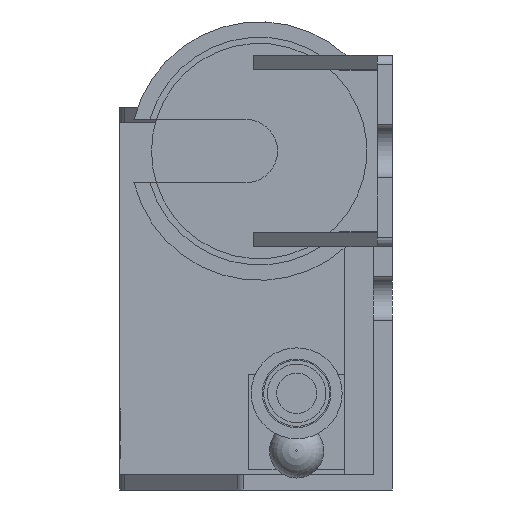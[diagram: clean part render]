
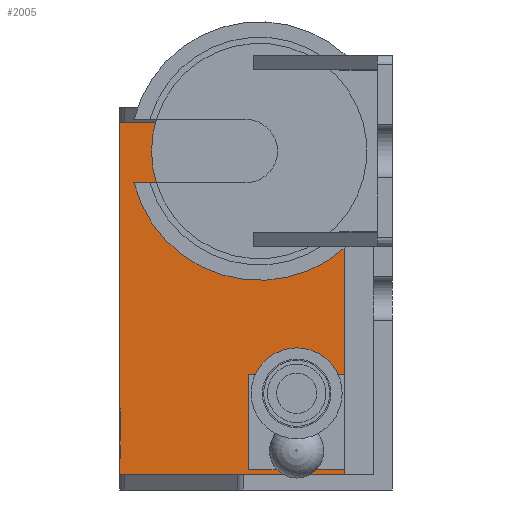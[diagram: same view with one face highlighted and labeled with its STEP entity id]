
A CAD part, left-side view. The second image highlights one B-rep face of the part: STEP entity #2005.
In plain terms, the highlighted planar face has unit normal (-1, 0, 0).
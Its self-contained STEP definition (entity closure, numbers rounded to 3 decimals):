
#32 = VECTOR ( 'NONE', #1012, 1000. ) ;
#108 = VECTOR ( 'NONE', #4194, 1000. ) ;
#109 = CARTESIAN_POINT ( 'NONE',  ( -72., 14.25, 18.4 ) ) ;
#329 = ORIENTED_EDGE ( 'NONE', *, *, #1618, .F. ) ;
#376 = VECTOR ( 'NONE', #3282, 1000. ) ;
#401 = EDGE_CURVE ( 'NONE', #3343, #2987, #2855, .T. ) ;
#502 = CARTESIAN_POINT ( 'NONE',  ( -72., -9.25, 18.4 ) ) ;
#730 = CARTESIAN_POINT ( 'NONE',  ( -72., 0.75, 12.9 ) ) ;
#809 = ORIENTED_EDGE ( 'NONE', *, *, #5439, .T. ) ;
#827 = EDGE_CURVE ( 'NONE', #4066, #2987, #2151, .T. ) ;
#959 = ORIENTED_EDGE ( 'NONE', *, *, #827, .T. ) ;
#1002 = CARTESIAN_POINT ( 'NONE',  ( -72., 14.25, 18.4 ) ) ;
#1012 = DIRECTION ( 'NONE',  ( 0., 0., -1. ) ) ;
#1131 = EDGE_CURVE ( 'NONE', #3343, #5075, #4580, .T. ) ;
#1144 = VERTEX_POINT ( 'NONE', #1876 ) ;
#1172 = VECTOR ( 'NONE', #3408, 1000. ) ;
#1281 = VECTOR ( 'NONE', #1729, 1000. ) ;
#1581 = VERTEX_POINT ( 'NONE', #6376 ) ;
#1618 = EDGE_CURVE ( 'NONE', #3339, #3465, #2264, .T. ) ;
#1656 = CARTESIAN_POINT ( 'NONE',  ( -72., -9.25, -7.9 ) ) ;
#1729 = DIRECTION ( 'NONE',  ( 0., 0., -1. ) ) ;
#1846 = DIRECTION ( 'NONE',  ( 0., 0., 1. ) ) ;
#1876 = CARTESIAN_POINT ( 'NONE',  ( -72., 0.75, 12.9 ) ) ;
#2005 = ADVANCED_FACE ( 'NONE', ( #6403 ), #2831, .F. ) ;
#2151 = LINE ( 'NONE', #1002, #32 ) ;
#2159 = VERTEX_POINT ( 'NONE', #502 ) ;
#2264 = LINE ( 'NONE', #5195, #108 ) ;
#2297 = VECTOR ( 'NONE', #4026, 1000. ) ;
#2348 = CARTESIAN_POINT ( 'NONE',  ( -72., -9.25, -18.4 ) ) ;
#2434 = LINE ( 'NONE', #4530, #6538 ) ;
#2450 = EDGE_CURVE ( 'NONE', #1581, #4272, #4495, .T. ) ;
#2463 = DIRECTION ( 'NONE',  ( 0., 0., -1. ) ) ;
#2579 = DIRECTION ( 'NONE',  ( 1., 0., 0. ) ) ;
#2620 = CARTESIAN_POINT ( 'NONE',  ( -72., -110.976, 18.4 ) ) ;
#2622 = LINE ( 'NONE', #5609, #2297 ) ;
#2816 = DIRECTION ( 'NONE',  ( 0., 0., 1. ) ) ;
#2831 = PLANE ( 'NONE',  #3010 ) ;
#2855 = LINE ( 'NONE', #3728, #3951 ) ;
#2987 = VERTEX_POINT ( 'NONE', #3250 ) ;
#3010 = AXIS2_PLACEMENT_3D ( 'NONE', #2620, #2579, #2463 ) ;
#3057 = ORIENTED_EDGE ( 'NONE', *, *, #401, .F. ) ;
#3243 = ORIENTED_EDGE ( 'NONE', *, *, #1131, .T. ) ;
#3250 = CARTESIAN_POINT ( 'NONE',  ( -72., 14.25, -18.4 ) ) ;
#3282 = DIRECTION ( 'NONE',  ( 0., 1., 0. ) ) ;
#3316 = EDGE_CURVE ( 'NONE', #3465, #1144, #6786, .T. ) ;
#3339 = VERTEX_POINT ( 'NONE', #5287 ) ;
#3343 = VERTEX_POINT ( 'NONE', #5050 ) ;
#3381 = ORIENTED_EDGE ( 'NONE', *, *, #4252, .F. ) ;
#3386 = LINE ( 'NONE', #1656, #376 ) ;
#3408 = DIRECTION ( 'NONE',  ( 0., -1., 0. ) ) ;
#3422 = DIRECTION ( 'NONE',  ( 0., 1., 0. ) ) ;
#3465 = VERTEX_POINT ( 'NONE', #4072 ) ;
#3498 = ORIENTED_EDGE ( 'NONE', *, *, #5668, .F. ) ;
#3667 = ORIENTED_EDGE ( 'NONE', *, *, #5603, .F. ) ;
#3692 = CARTESIAN_POINT ( 'NONE',  ( -72., -110.976, 18.4 ) ) ;
#3728 = CARTESIAN_POINT ( 'NONE',  ( -72., -110.976, -18.4 ) ) ;
#3749 = VECTOR ( 'NONE', #2816, 1000. ) ;
#3943 = CARTESIAN_POINT ( 'NONE',  ( -72., -9.25, -18.4 ) ) ;
#3951 = VECTOR ( 'NONE', #3422, 1000. ) ;
#3985 = EDGE_LOOP ( 'NONE', ( #329, #6166, #809, #959, #3057, #3243, #3381, #3498, #3667, #5352, #5511, #5732 ) ) ;
#4026 = DIRECTION ( 'NONE',  ( 0., -1., 0. ) ) ;
#4066 = VERTEX_POINT ( 'NONE', #109 ) ;
#4072 = CARTESIAN_POINT ( 'NONE',  ( -72., 0.75, 17.9 ) ) ;
#4121 = CARTESIAN_POINT ( 'NONE',  ( -72., 0.75, -7.9 ) ) ;
#4194 = DIRECTION ( 'NONE',  ( 0., 1., 0. ) ) ;
#4232 = VECTOR ( 'NONE', #4546, 1000. ) ;
#4252 = EDGE_CURVE ( 'NONE', #6097, #5075, #2622, .T. ) ;
#4272 = VERTEX_POINT ( 'NONE', #5102 ) ;
#4314 = LINE ( 'NONE', #4941, #1281 ) ;
#4495 = LINE ( 'NONE', #3943, #4232 ) ;
#4530 = CARTESIAN_POINT ( 'NONE',  ( -72., -9.25, -18.4 ) ) ;
#4546 = DIRECTION ( 'NONE',  ( 0., 0., 1. ) ) ;
#4580 = LINE ( 'NONE', #2348, #3749 ) ;
#4735 = DIRECTION ( 'NONE',  ( 0., 1., 0. ) ) ;
#4941 = CARTESIAN_POINT ( 'NONE',  ( -72., 0.75, -17.9 ) ) ;
#5050 = CARTESIAN_POINT ( 'NONE',  ( -72., -9.25, -18.4 ) ) ;
#5075 = VERTEX_POINT ( 'NONE', #5953 ) ;
#5102 = CARTESIAN_POINT ( 'NONE',  ( -72., -9.25, 12.9 ) ) ;
#5195 = CARTESIAN_POINT ( 'NONE',  ( -72., 0.75, 17.9 ) ) ;
#5211 = VECTOR ( 'NONE', #4735, 1000. ) ;
#5287 = CARTESIAN_POINT ( 'NONE',  ( -72., -9.25, 17.9 ) ) ;
#5352 = ORIENTED_EDGE ( 'NONE', *, *, #2450, .T. ) ;
#5439 = EDGE_CURVE ( 'NONE', #2159, #4066, #6788, .T. ) ;
#5456 = LINE ( 'NONE', #730, #1172 ) ;
#5511 = ORIENTED_EDGE ( 'NONE', *, *, #6273, .F. ) ;
#5603 = EDGE_CURVE ( 'NONE', #1581, #5971, #3386, .T. ) ;
#5609 = CARTESIAN_POINT ( 'NONE',  ( -72., -9.25, -17.9 ) ) ;
#5653 = DIRECTION ( 'NONE',  ( 0., 0., -1. ) ) ;
#5668 = EDGE_CURVE ( 'NONE', #5971, #6097, #4314, .T. ) ;
#5732 = ORIENTED_EDGE ( 'NONE', *, *, #3316, .F. ) ;
#5778 = CARTESIAN_POINT ( 'NONE',  ( -72., 0.75, 17.9 ) ) ;
#5953 = CARTESIAN_POINT ( 'NONE',  ( -72., -9.25, -17.9 ) ) ;
#5971 = VERTEX_POINT ( 'NONE', #4121 ) ;
#6097 = VERTEX_POINT ( 'NONE', #6458 ) ;
#6166 = ORIENTED_EDGE ( 'NONE', *, *, #6321, .T. ) ;
#6273 = EDGE_CURVE ( 'NONE', #1144, #4272, #5456, .T. ) ;
#6321 = EDGE_CURVE ( 'NONE', #3339, #2159, #2434, .T. ) ;
#6376 = CARTESIAN_POINT ( 'NONE',  ( -72., -9.25, -7.9 ) ) ;
#6403 = FACE_OUTER_BOUND ( 'NONE', #3985, .T. ) ;
#6458 = CARTESIAN_POINT ( 'NONE',  ( -72., 0.75, -17.9 ) ) ;
#6538 = VECTOR ( 'NONE', #1846, 1000. ) ;
#6714 = VECTOR ( 'NONE', #5653, 1000. ) ;
#6786 = LINE ( 'NONE', #5778, #6714 ) ;
#6788 = LINE ( 'NONE', #3692, #5211 ) ;
